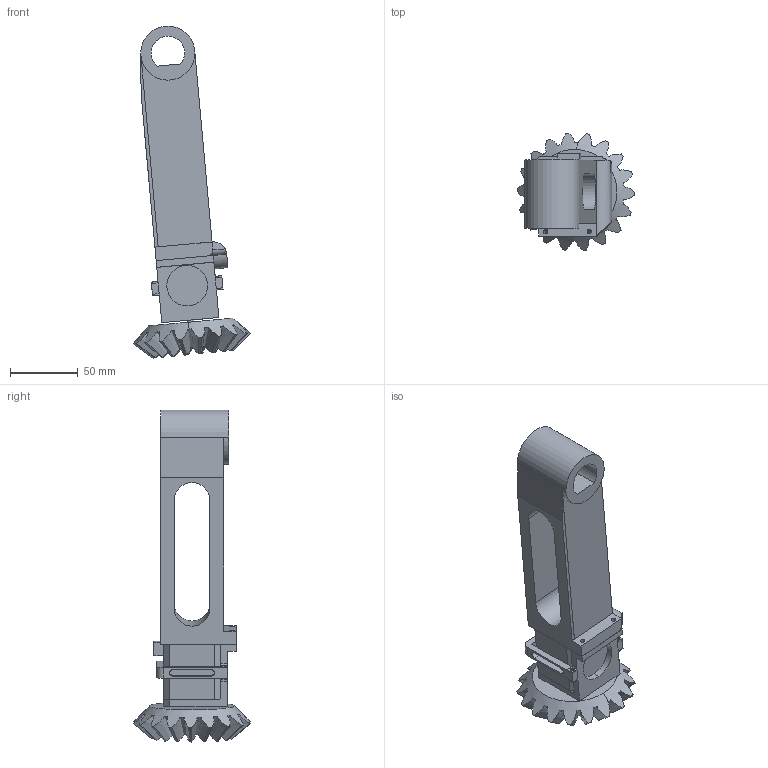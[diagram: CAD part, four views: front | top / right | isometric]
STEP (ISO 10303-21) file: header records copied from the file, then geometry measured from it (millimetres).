
FILE_DESCRIPTION((''),'2;1');
FILE_NAME('SHOULDER_LENGTH_MOTOR_ASM','2020-12-31T12:22:04',('TINH LE'),(''),'CREO PARAMETRIC BY PTC INC, 2020154','CREO PARAMETRIC BY PTC INC, 2020154','');
FILE_SCHEMA(('CONFIG_CONTROL_DESIGN'));
Length unit declared in the file: millimetre
Products named in the file (7): SHOULDER_LENGTH; NEMA_17_STEPPER_MOTOR_; SHOULDER_BEVEL_GEAR; SHOULDER_MOTOR_ASM; SHOULDER_MOTOR_ATTACH; PIVOT_MOTOR_HOOK; SHOULDER_LENGTH_MOTOR_ASM
Assembly tree (6 placements, depth 3):
  SHOULDER_LENGTH_MOTOR_ASM
    SHOULDER_LENGTH
    SHOULDER_MOTOR_ASM
      NEMA_17_STEPPER_MOTOR_
      SHOULDER_BEVEL_GEAR
    SHOULDER_MOTOR_ATTACH
    PIVOT_MOTOR_HOOK
Bounding box: 87.01 x 86.74 x 245.12 mm (x, y, z)
Volume: 368001.1 mm3; surface area: 85064.2 mm2
Topology: 5 solids, 5 shells, 203 faces, 549 edges, 363 vertices
Faces by surface type: plane 92, cylinder 71, cone 22, bspline 18
Entity records: 11046 total; most frequent: CARTESIAN_POINT 5645, ORIENTED_EDGE 1098, DIRECTION 1082, EDGE_CURVE 549, AXIS2_PLACEMENT_3D 380, VERTEX_POINT 363, VECTOR 322, LINE 322
